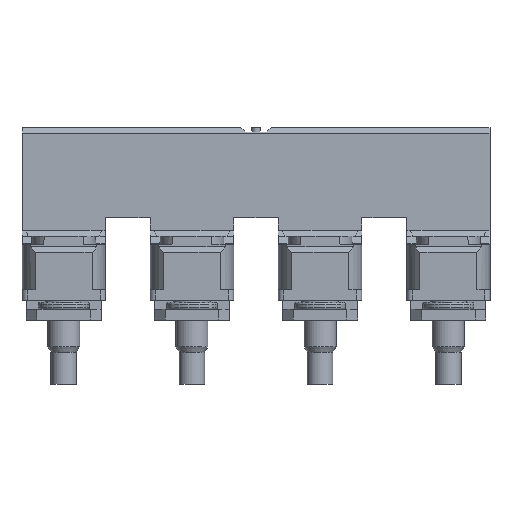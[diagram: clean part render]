
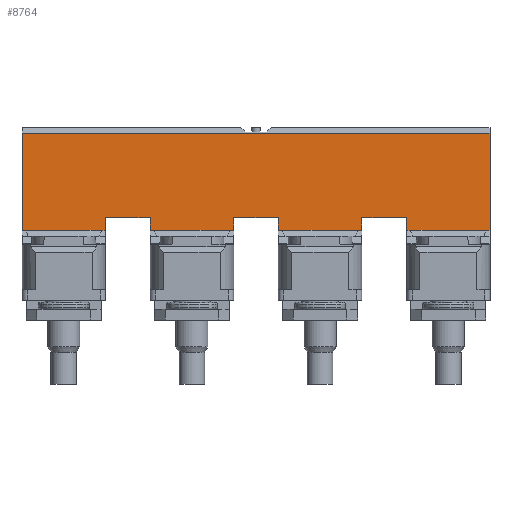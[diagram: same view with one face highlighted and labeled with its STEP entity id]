
A CAD part, front view. The second image highlights one B-rep face of the part: STEP entity #8764.
In plain terms, the highlighted planar face has unit normal (0, -1, 0.009).
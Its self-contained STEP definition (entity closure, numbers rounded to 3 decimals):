
#8731=AXIS2_PLACEMENT_3D('Plane Axis2P3D',#8728,#8729,#8730) ;
#2922=CARTESIAN_POINT('Vertex',(0.,5.47,14.4)) ;
#3172=CARTESIAN_POINT('Vertex',(7.8,5.47,14.4)) ;
#6387=CARTESIAN_POINT('Vertex',(36.,5.47,14.4)) ;
#6450=CARTESIAN_POINT('Vertex',(24.,5.47,14.4)) ;
#6535=CARTESIAN_POINT('Vertex',(19.8,5.47,14.4)) ;
#6593=CARTESIAN_POINT('Vertex',(43.8,5.47,14.4)) ;
#6663=CARTESIAN_POINT('Vertex',(12.,5.47,14.4)) ;
#6746=CARTESIAN_POINT('Vertex',(7.5,5.47,14.4)) ;
#6781=CARTESIAN_POINT('Vertex',(0.3,5.47,14.4)) ;
#6806=CARTESIAN_POINT('Vertex',(19.5,5.47,14.4)) ;
#6865=CARTESIAN_POINT('Vertex',(12.3,5.47,14.4)) ;
#6890=CARTESIAN_POINT('Vertex',(31.5,5.47,14.4)) ;
#6949=CARTESIAN_POINT('Vertex',(24.3,5.47,14.4)) ;
#6974=CARTESIAN_POINT('Vertex',(43.5,5.47,14.4)) ;
#7033=CARTESIAN_POINT('Vertex',(36.3,5.47,14.4)) ;
#7291=CARTESIAN_POINT('Vertex',(31.8,5.47,14.4)) ;
#8019=CARTESIAN_POINT('Line Origine',(31.65,5.47,14.4)) ;
#8031=CARTESIAN_POINT('Line Origine',(36.15,5.47,14.4)) ;
#8052=CARTESIAN_POINT('Vertex',(43.8,5.549,23.5)) ;
#8055=CARTESIAN_POINT('Line Origine',(43.8,5.51,18.95)) ;
#8083=CARTESIAN_POINT('Line Origine',(0.,5.51,18.95)) ;
#8087=CARTESIAN_POINT('Vertex',(0.,5.549,23.5)) ;
#8103=CARTESIAN_POINT('Line Origine',(24.15,5.47,14.4)) ;
#8115=CARTESIAN_POINT('Line Origine',(19.65,5.47,14.4)) ;
#8127=CARTESIAN_POINT('Line Origine',(43.65,5.47,14.4)) ;
#8139=CARTESIAN_POINT('Line Origine',(7.65,5.47,14.4)) ;
#8151=CARTESIAN_POINT('Line Origine',(12.15,5.47,14.4)) ;
#8163=CARTESIAN_POINT('Line Origine',(0.15,5.47,14.4)) ;
#8180=CARTESIAN_POINT('Line Origine',(3.9,5.47,14.4)) ;
#8192=CARTESIAN_POINT('Line Origine',(15.9,5.47,14.4)) ;
#8204=CARTESIAN_POINT('Line Origine',(27.9,5.47,14.4)) ;
#8216=CARTESIAN_POINT('Line Origine',(39.9,5.47,14.4)) ;
#8233=CARTESIAN_POINT('Line Origine',(21.9,5.549,23.5)) ;
#8416=CARTESIAN_POINT('Vertex',(7.8,5.48,15.6)) ;
#8421=CARTESIAN_POINT('Line Origine',(7.8,5.475,15.)) ;
#8454=CARTESIAN_POINT('Vertex',(12.,5.48,15.6)) ;
#8457=CARTESIAN_POINT('Line Origine',(9.9,5.48,15.6)) ;
#8481=CARTESIAN_POINT('Line Origine',(12.,5.475,15.)) ;
#8530=CARTESIAN_POINT('Vertex',(19.8,5.48,15.6)) ;
#8535=CARTESIAN_POINT('Line Origine',(19.8,5.475,15.)) ;
#8563=CARTESIAN_POINT('Vertex',(24.,5.48,15.6)) ;
#8566=CARTESIAN_POINT('Line Origine',(21.9,5.48,15.6)) ;
#8590=CARTESIAN_POINT('Line Origine',(24.,5.475,15.)) ;
#8629=CARTESIAN_POINT('Line Origine',(36.,5.475,15.)) ;
#8633=CARTESIAN_POINT('Vertex',(36.,5.48,15.6)) ;
#8709=CARTESIAN_POINT('Line Origine',(33.9,5.48,15.6)) ;
#8713=CARTESIAN_POINT('Vertex',(31.8,5.48,15.6)) ;
#8728=CARTESIAN_POINT('Axis2P3D Location',(43.8,5.549,23.5)) ;
#8733=CARTESIAN_POINT('Line Origine',(31.8,5.475,15.)) ;
#8020=DIRECTION('Vector Direction',(-1.,0.,0.)) ;
#8032=DIRECTION('Vector Direction',(-1.,0.,0.)) ;
#8056=DIRECTION('Vector Direction',(0.,-0.009,-1.)) ;
#8084=DIRECTION('Vector Direction',(0.,-0.009,-1.)) ;
#8104=DIRECTION('Vector Direction',(-1.,0.,0.)) ;
#8116=DIRECTION('Vector Direction',(-1.,0.,0.)) ;
#8128=DIRECTION('Vector Direction',(-1.,0.,0.)) ;
#8140=DIRECTION('Vector Direction',(-1.,0.,0.)) ;
#8152=DIRECTION('Vector Direction',(-1.,0.,0.)) ;
#8164=DIRECTION('Vector Direction',(-1.,0.,0.)) ;
#8181=DIRECTION('Vector Direction',(-1.,0.,0.)) ;
#8193=DIRECTION('Vector Direction',(-1.,0.,0.)) ;
#8205=DIRECTION('Vector Direction',(-1.,0.,0.)) ;
#8217=DIRECTION('Vector Direction',(-1.,0.,0.)) ;
#8234=DIRECTION('Vector Direction',(-1.,0.,0.)) ;
#8422=DIRECTION('Vector Direction',(0.,-0.009,-1.)) ;
#8458=DIRECTION('Vector Direction',(1.,0.,0.)) ;
#8482=DIRECTION('Vector Direction',(0.,0.009,1.)) ;
#8536=DIRECTION('Vector Direction',(0.,0.009,1.)) ;
#8567=DIRECTION('Vector Direction',(-1.,0.,0.)) ;
#8591=DIRECTION('Vector Direction',(0.,-0.009,-1.)) ;
#8630=DIRECTION('Vector Direction',(0.,0.009,1.)) ;
#8710=DIRECTION('Vector Direction',(1.,0.,0.)) ;
#8729=DIRECTION('Axis2P3D Direction',(0.,1.,-0.009)) ;
#8730=DIRECTION('Axis2P3D XDirection',(0.,-0.009,-1.)) ;
#8734=DIRECTION('Vector Direction',(0.,-0.009,-1.)) ;
#8021=VECTOR('Line Direction',#8020,1.) ;
#8033=VECTOR('Line Direction',#8032,1.) ;
#8057=VECTOR('Line Direction',#8056,1.) ;
#8085=VECTOR('Line Direction',#8084,1.) ;
#8105=VECTOR('Line Direction',#8104,1.) ;
#8117=VECTOR('Line Direction',#8116,1.) ;
#8129=VECTOR('Line Direction',#8128,1.) ;
#8141=VECTOR('Line Direction',#8140,1.) ;
#8153=VECTOR('Line Direction',#8152,1.) ;
#8165=VECTOR('Line Direction',#8164,1.) ;
#8182=VECTOR('Line Direction',#8181,1.) ;
#8194=VECTOR('Line Direction',#8193,1.) ;
#8206=VECTOR('Line Direction',#8205,1.) ;
#8218=VECTOR('Line Direction',#8217,1.) ;
#8235=VECTOR('Line Direction',#8234,1.) ;
#8423=VECTOR('Line Direction',#8422,1.) ;
#8459=VECTOR('Line Direction',#8458,1.) ;
#8483=VECTOR('Line Direction',#8482,1.) ;
#8537=VECTOR('Line Direction',#8536,1.) ;
#8568=VECTOR('Line Direction',#8567,1.) ;
#8592=VECTOR('Line Direction',#8591,1.) ;
#8631=VECTOR('Line Direction',#8630,1.) ;
#8711=VECTOR('Line Direction',#8710,1.) ;
#8735=VECTOR('Line Direction',#8734,1.) ;
#8739=ORIENTED_EDGE('',*,*,#8089,.F.) ;
#8740=ORIENTED_EDGE('',*,*,#8167,.F.) ;
#8741=ORIENTED_EDGE('',*,*,#8184,.F.) ;
#8742=ORIENTED_EDGE('',*,*,#8143,.F.) ;
#8743=ORIENTED_EDGE('',*,*,#8425,.F.) ;
#8744=ORIENTED_EDGE('',*,*,#8461,.F.) ;
#8745=ORIENTED_EDGE('',*,*,#8485,.F.) ;
#8746=ORIENTED_EDGE('',*,*,#8155,.F.) ;
#8747=ORIENTED_EDGE('',*,*,#8196,.F.) ;
#8748=ORIENTED_EDGE('',*,*,#8119,.F.) ;
#8749=ORIENTED_EDGE('',*,*,#8539,.F.) ;
#8750=ORIENTED_EDGE('',*,*,#8570,.F.) ;
#8751=ORIENTED_EDGE('',*,*,#8594,.F.) ;
#8752=ORIENTED_EDGE('',*,*,#8107,.F.) ;
#8753=ORIENTED_EDGE('',*,*,#8208,.F.) ;
#8754=ORIENTED_EDGE('',*,*,#8023,.F.) ;
#8755=ORIENTED_EDGE('',*,*,#8737,.F.) ;
#8756=ORIENTED_EDGE('',*,*,#8715,.F.) ;
#8757=ORIENTED_EDGE('',*,*,#8635,.F.) ;
#8758=ORIENTED_EDGE('',*,*,#8035,.F.) ;
#8759=ORIENTED_EDGE('',*,*,#8220,.F.) ;
#8760=ORIENTED_EDGE('',*,*,#8131,.F.) ;
#8761=ORIENTED_EDGE('',*,*,#8059,.T.) ;
#8762=ORIENTED_EDGE('',*,*,#8237,.T.) ;
#8764=ADVANCED_FACE('ISTE WQV16N/4.1\\Koerper.2',(#8763),#8732,.F.) ;
#8023=EDGE_CURVE('',#7292,#6891,#8022,.T.) ;
#8035=EDGE_CURVE('',#7034,#6388,#8034,.T.) ;
#8059=EDGE_CURVE('',#6594,#8053,#8058,.F.) ;
#8089=EDGE_CURVE('',#2923,#8088,#8086,.F.) ;
#8107=EDGE_CURVE('',#6950,#6451,#8106,.T.) ;
#8119=EDGE_CURVE('',#6536,#6807,#8118,.T.) ;
#8131=EDGE_CURVE('',#6594,#6975,#8130,.T.) ;
#8143=EDGE_CURVE('',#3173,#6747,#8142,.T.) ;
#8155=EDGE_CURVE('',#6866,#6664,#8154,.T.) ;
#8167=EDGE_CURVE('',#6782,#2923,#8166,.T.) ;
#8184=EDGE_CURVE('',#6747,#6782,#8183,.T.) ;
#8196=EDGE_CURVE('',#6807,#6866,#8195,.T.) ;
#8208=EDGE_CURVE('',#6891,#6950,#8207,.T.) ;
#8220=EDGE_CURVE('',#6975,#7034,#8219,.T.) ;
#8237=EDGE_CURVE('',#8053,#8088,#8236,.T.) ;
#8425=EDGE_CURVE('',#8417,#3173,#8424,.T.) ;
#8461=EDGE_CURVE('',#8455,#8417,#8460,.F.) ;
#8485=EDGE_CURVE('',#6664,#8455,#8484,.T.) ;
#8539=EDGE_CURVE('',#8531,#6536,#8538,.F.) ;
#8570=EDGE_CURVE('',#8564,#8531,#8569,.T.) ;
#8594=EDGE_CURVE('',#6451,#8564,#8593,.F.) ;
#8635=EDGE_CURVE('',#6388,#8634,#8632,.T.) ;
#8715=EDGE_CURVE('',#8634,#8714,#8712,.F.) ;
#8737=EDGE_CURVE('',#8714,#7292,#8736,.T.) ;
#8738=EDGE_LOOP('',(#8739,#8740,#8741,#8742,#8743,#8744,#8745,#8746,#8747,#8748,#8749,#8750,#8751,#8752,#8753,#8754,#8755,#8756,#8757,#8758,#8759,#8760,#8761,#8762)) ;
#8763=FACE_OUTER_BOUND('',#8738,.T.) ;
#8022=LINE('Line',#8019,#8021) ;
#8034=LINE('Line',#8031,#8033) ;
#8058=LINE('Line',#8055,#8057) ;
#8086=LINE('Line',#8083,#8085) ;
#8106=LINE('Line',#8103,#8105) ;
#8118=LINE('Line',#8115,#8117) ;
#8130=LINE('Line',#8127,#8129) ;
#8142=LINE('Line',#8139,#8141) ;
#8154=LINE('Line',#8151,#8153) ;
#8166=LINE('Line',#8163,#8165) ;
#8183=LINE('Line',#8180,#8182) ;
#8195=LINE('Line',#8192,#8194) ;
#8207=LINE('Line',#8204,#8206) ;
#8219=LINE('Line',#8216,#8218) ;
#8236=LINE('Line',#8233,#8235) ;
#8424=LINE('Line',#8421,#8423) ;
#8460=LINE('Line',#8457,#8459) ;
#8484=LINE('Line',#8481,#8483) ;
#8538=LINE('Line',#8535,#8537) ;
#8569=LINE('Line',#8566,#8568) ;
#8593=LINE('Line',#8590,#8592) ;
#8632=LINE('Line',#8629,#8631) ;
#8712=LINE('Line',#8709,#8711) ;
#8736=LINE('Line',#8733,#8735) ;
#8732=PLANE('',#8731) ;
#2923=VERTEX_POINT('',#2922) ;
#3173=VERTEX_POINT('',#3172) ;
#6388=VERTEX_POINT('',#6387) ;
#6451=VERTEX_POINT('',#6450) ;
#6536=VERTEX_POINT('',#6535) ;
#6594=VERTEX_POINT('',#6593) ;
#6664=VERTEX_POINT('',#6663) ;
#6747=VERTEX_POINT('',#6746) ;
#6782=VERTEX_POINT('',#6781) ;
#6807=VERTEX_POINT('',#6806) ;
#6866=VERTEX_POINT('',#6865) ;
#6891=VERTEX_POINT('',#6890) ;
#6950=VERTEX_POINT('',#6949) ;
#6975=VERTEX_POINT('',#6974) ;
#7034=VERTEX_POINT('',#7033) ;
#7292=VERTEX_POINT('',#7291) ;
#8053=VERTEX_POINT('',#8052) ;
#8088=VERTEX_POINT('',#8087) ;
#8417=VERTEX_POINT('',#8416) ;
#8455=VERTEX_POINT('',#8454) ;
#8531=VERTEX_POINT('',#8530) ;
#8564=VERTEX_POINT('',#8563) ;
#8634=VERTEX_POINT('',#8633) ;
#8714=VERTEX_POINT('',#8713) ;
